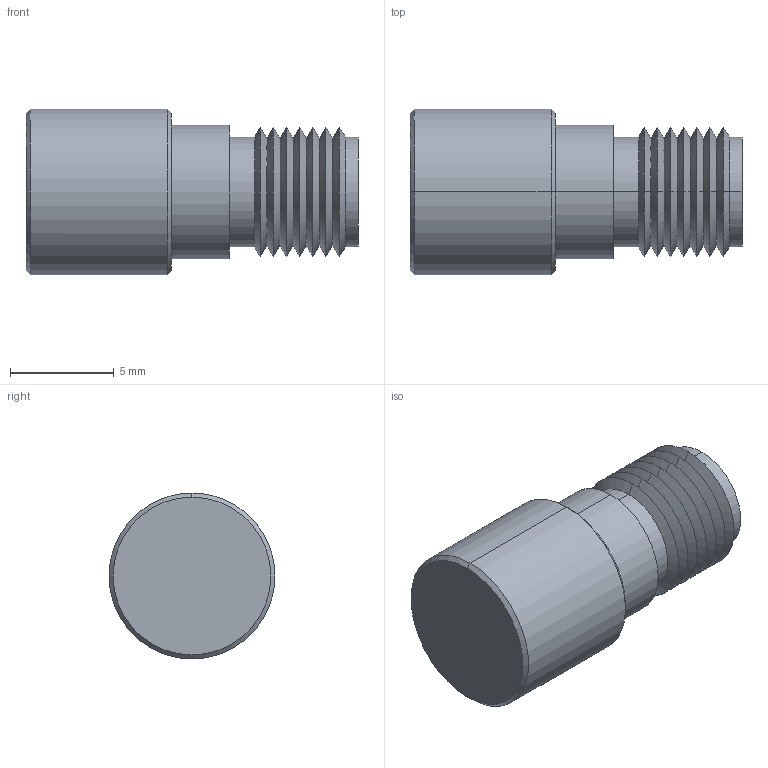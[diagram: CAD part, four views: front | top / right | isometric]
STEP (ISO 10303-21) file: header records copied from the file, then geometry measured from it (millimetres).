
FILE_DESCRIPTION (( 'STEP AP214' ), '1' );
FILE_NAME ('LCTR1007_3D.STEP', '2021-02-04T21:36:19', ( '' ), ( '' ), 'SwSTEP 2.0', 'SolidWorks 2018', '' );
FILE_SCHEMA (( 'AUTOMOTIVE_DESIGN' ));
Length unit declared in the file: millimetre
Products named in the file (1): LCTR1007_3D
Bounding box: 16 x 8 x 8 mm (x, y, z)
Volume: 559.6 mm3; surface area: 578.6 mm2
Topology: 1 solids, 1 shells, 61 faces, 120 edges, 68 vertices
Faces by surface type: cone 36, cylinder 16, plane 9
Entity records: 1588 total; most frequent: DIRECTION 312, CARTESIAN_POINT 250, ORIENTED_EDGE 240, AXIS2_PLACEMENT_3D 130, EDGE_CURVE 120, VERTEX_POINT 68, CIRCLE 68, EDGE_LOOP 68
